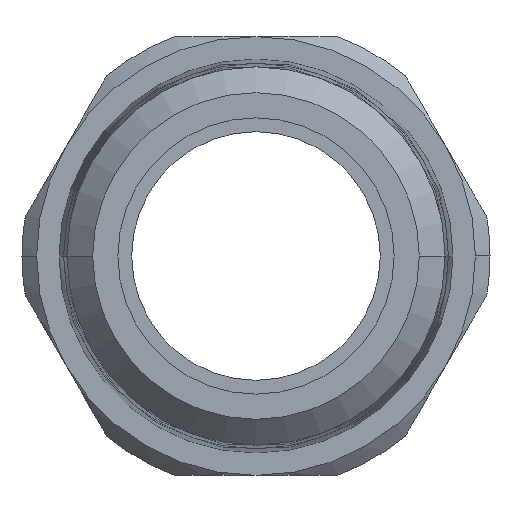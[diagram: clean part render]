
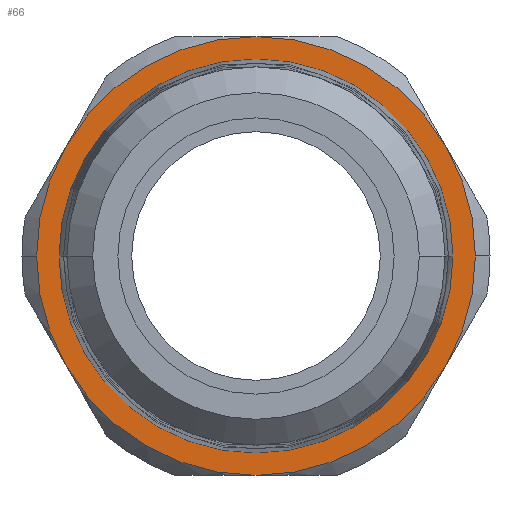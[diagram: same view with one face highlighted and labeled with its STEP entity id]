
A CAD part, front view. The second image highlights one B-rep face of the part: STEP entity #66.
In plain terms, the highlighted planar face has unit normal (0, -1, 0).
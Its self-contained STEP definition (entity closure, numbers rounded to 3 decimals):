
#66=ADVANCED_FACE('',(#142,#143),#144,.F.);
#142=FACE_BOUND('',#254,.T.);
#143=FACE_OUTER_BOUND('',#255,.T.);
#144=PLANE('',#256);
#254=EDGE_LOOP('',(#463,#464));
#255=EDGE_LOOP('',(#465,#466,#467,#468,#469,#470,#471,#472));
#256=AXIS2_PLACEMENT_3D('',#473,#474,#475);
#463=ORIENTED_EDGE('',*,*,#714,.T.);
#464=ORIENTED_EDGE('',*,*,#766,.T.);
#465=ORIENTED_EDGE('',*,*,#741,.F.);
#466=ORIENTED_EDGE('',*,*,#767,.F.);
#467=ORIENTED_EDGE('',*,*,#768,.F.);
#468=ORIENTED_EDGE('',*,*,#737,.F.);
#469=ORIENTED_EDGE('',*,*,#769,.F.);
#470=ORIENTED_EDGE('',*,*,#770,.F.);
#471=ORIENTED_EDGE('',*,*,#771,.F.);
#472=ORIENTED_EDGE('',*,*,#772,.F.);
#473=CARTESIAN_POINT('',(0.,0.0,0.));
#474=DIRECTION('',(0.0,1.0,0.0));
#475=DIRECTION('',(0.0,0.0,1.0));
#714=EDGE_CURVE('',#828,#832,#834,.T.);
#737=EDGE_CURVE('',#874,#876,#877,.T.);
#741=EDGE_CURVE('',#881,#879,#883,.T.);
#766=EDGE_CURVE('',#832,#828,#924,.T.);
#767=EDGE_CURVE('',#925,#881,#926,.T.);
#768=EDGE_CURVE('',#876,#925,#927,.T.);
#769=EDGE_CURVE('',#928,#874,#929,.T.);
#770=EDGE_CURVE('',#930,#928,#931,.T.);
#771=EDGE_CURVE('',#932,#930,#933,.T.);
#772=EDGE_CURVE('',#879,#932,#934,.T.);
#828=VERTEX_POINT('',#1016);
#832=VERTEX_POINT('',#1021);
#834=CIRCLE('',#1024,6.735);
#874=VERTEX_POINT('',#1096);
#876=VERTEX_POINT('',#1099);
#877=CIRCLE('',#1100,7.5);
#879=VERTEX_POINT('',#1113);
#881=VERTEX_POINT('',#1116);
#883=CIRCLE('',#1129,7.5);
#924=CIRCLE('',#1178,6.735);
#925=VERTEX_POINT('',#1179);
#926=CIRCLE('',#1180,7.5);
#927=CIRCLE('',#1181,7.5);
#928=VERTEX_POINT('',#1182);
#929=CIRCLE('',#1183,7.5);
#930=VERTEX_POINT('',#1184);
#931=CIRCLE('',#1185,7.5);
#932=VERTEX_POINT('',#1186);
#933=CIRCLE('',#1187,7.5);
#934=CIRCLE('',#1188,7.5);
#1016=CARTESIAN_POINT('',(6.735,0.0,0.0));
#1021=CARTESIAN_POINT('',(-6.735,0.0,0.));
#1024=AXIS2_PLACEMENT_3D('',#1504,#1505,#1506);
#1096=CARTESIAN_POINT('',(7.5,0.0,0.));
#1099=CARTESIAN_POINT('',(6.495,0.,-3.75));
#1100=AXIS2_PLACEMENT_3D('',#1545,#1546,#1547);
#1113=CARTESIAN_POINT('',(-7.5,0.0,0.));
#1116=CARTESIAN_POINT('',(-6.495,0.0,-3.75));
#1129=AXIS2_PLACEMENT_3D('',#1549,#1550,#1551);
#1178=AXIS2_PLACEMENT_3D('',#1608,#1609,#1610);
#1179=CARTESIAN_POINT('',(0.0,0.0,-7.5));
#1180=AXIS2_PLACEMENT_3D('',#1611,#1612,#1613);
#1181=AXIS2_PLACEMENT_3D('',#1614,#1615,#1616);
#1182=CARTESIAN_POINT('',(6.495,0.0,3.75));
#1183=AXIS2_PLACEMENT_3D('',#1617,#1618,#1619);
#1184=CARTESIAN_POINT('',(0.,0.0,7.5));
#1185=AXIS2_PLACEMENT_3D('',#1620,#1621,#1622);
#1186=CARTESIAN_POINT('',(-6.495,0.,3.75));
#1187=AXIS2_PLACEMENT_3D('',#1623,#1624,#1625);
#1188=AXIS2_PLACEMENT_3D('',#1626,#1627,#1628);
#1504=CARTESIAN_POINT('',(0.0,0.0,0.0));
#1505=DIRECTION('',(-0.0,1.0,0.0));
#1506=DIRECTION('',(1.0,0.0,0.0));
#1545=CARTESIAN_POINT('',(0.0,0.0,0.0));
#1546=DIRECTION('',(-0.0,1.0,0.0));
#1547=DIRECTION('',(1.0,0.0,0.0));
#1549=CARTESIAN_POINT('',(0.0,0.0,0.0));
#1550=DIRECTION('',(-0.0,1.0,0.0));
#1551=DIRECTION('',(1.0,0.0,0.0));
#1608=CARTESIAN_POINT('',(0.0,0.0,0.0));
#1609=DIRECTION('',(-0.0,1.0,0.0));
#1610=DIRECTION('',(1.0,0.0,0.0));
#1611=CARTESIAN_POINT('',(0.0,0.0,0.0));
#1612=DIRECTION('',(-0.0,1.0,0.0));
#1613=DIRECTION('',(1.0,0.0,0.0));
#1614=CARTESIAN_POINT('',(0.0,0.0,0.0));
#1615=DIRECTION('',(-0.0,1.0,0.0));
#1616=DIRECTION('',(1.0,0.0,0.0));
#1617=CARTESIAN_POINT('',(0.0,0.0,0.0));
#1618=DIRECTION('',(-0.0,1.0,0.0));
#1619=DIRECTION('',(1.0,0.0,0.0));
#1620=CARTESIAN_POINT('',(0.0,0.0,0.0));
#1621=DIRECTION('',(-0.0,1.0,0.0));
#1622=DIRECTION('',(1.0,0.0,0.0));
#1623=CARTESIAN_POINT('',(0.0,0.0,0.0));
#1624=DIRECTION('',(-0.0,1.0,0.0));
#1625=DIRECTION('',(1.0,0.0,0.0));
#1626=CARTESIAN_POINT('',(0.0,0.0,0.0));
#1627=DIRECTION('',(-0.0,1.0,0.0));
#1628=DIRECTION('',(1.0,0.0,0.0));
